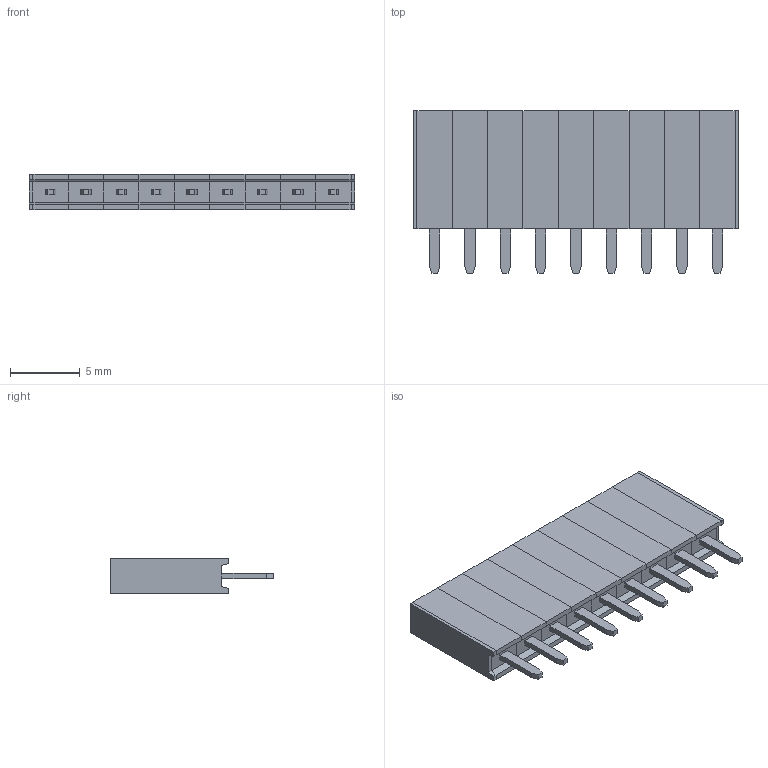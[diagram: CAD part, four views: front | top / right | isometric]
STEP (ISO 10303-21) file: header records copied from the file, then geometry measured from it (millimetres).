
FILE_DESCRIPTION (( 'STEP AP214' ), '1' );
FILE_NAME ('NPPC091LFBN-RC.STEP', '2024-10-30T12:14:24', ( '' ), ( '' ), 'SwSTEP 2.0', 'SolidWorks 2021', '' );
FILE_SCHEMA (( 'AUTOMOTIVE_DESIGN' ));
Length unit declared in the file: millimetre
Products named in the file (3): NPPC091LFBN-RC; PPPC021LFBN-RC_C09; Pin - Gold
Assembly tree (10 placements, depth 2):
  NPPC091LFBN-RC
    PPPC021LFBN-RC_C09
    Pin - Gold  x9
Bounding box: 23.37 x 11.71 x 2.54 mm (x, y, z)
Volume: 485.2 mm3; surface area: 1103.1 mm2
Topology: 20 solids, 20 shells, 263 faces, 606 edges, 392 vertices
Faces by surface type: plane 263
Entity records: 5752 total; most frequent: CARTESIAN_POINT 970, ORIENTED_EDGE 924, DIRECTION 886, EDGE_CURVE 462, LINE 462, VECTOR 462, VERTEX_POINT 296, AXIS2_PLACEMENT_3D 212
